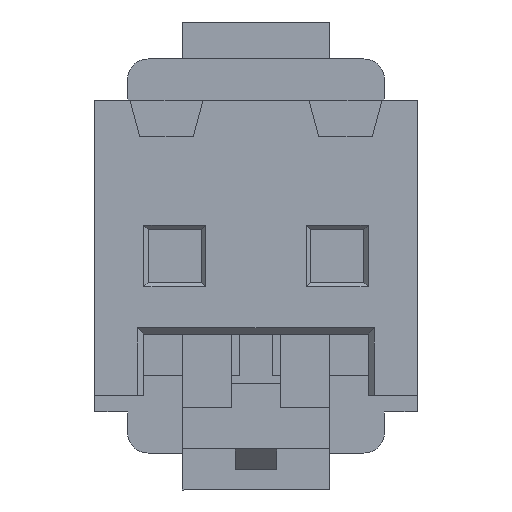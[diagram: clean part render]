
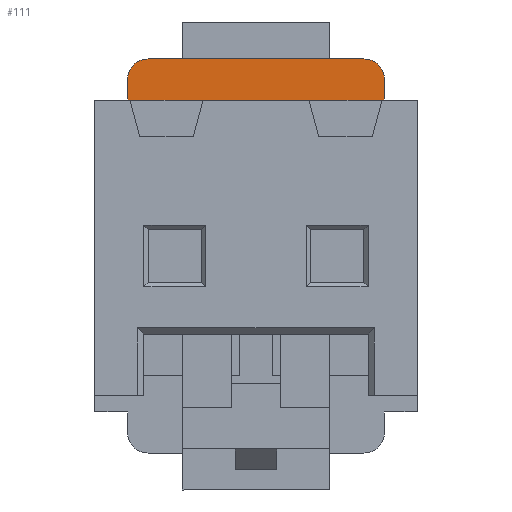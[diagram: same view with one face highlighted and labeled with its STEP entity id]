
A CAD part, front view. The second image highlights one B-rep face of the part: STEP entity #111.
In plain terms, the highlighted face is planar.
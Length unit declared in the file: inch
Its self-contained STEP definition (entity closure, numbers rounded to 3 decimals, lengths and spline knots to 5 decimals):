
#3 = EDGE_CURVE ( 'NONE', #1946, #250, #1673, .T. ) ;
#89 = CARTESIAN_POINT ( 'NONE',  ( -0.10354, 0.03937, -0.18898 ) ) ;
#111 = ADVANCED_FACE ( 'NONE', ( #2871 ), #827, .T. ) ;
#135 = DIRECTION ( 'NONE',  ( 0., 1., 0. ) ) ;
#163 = AXIS2_PLACEMENT_3D ( 'NONE', #2317, #1876, #2856 ) ;
#167 = AXIS2_PLACEMENT_3D ( 'NONE', #2230, #1779, #3031 ) ;
#183 = VERTEX_POINT ( 'NONE', #89 ) ;
#224 = VECTOR ( 'NONE', #913, 39.37008 ) ;
#250 = VERTEX_POINT ( 'NONE', #1945 ) ;
#365 = ORIENTED_EDGE ( 'NONE', *, *, #1460, .F. ) ;
#510 = DIRECTION ( 'NONE',  ( 0., 0., 1. ) ) ;
#533 = ORIENTED_EDGE ( 'NONE', *, *, #2437, .T. ) ;
#615 = CARTESIAN_POINT ( 'NONE',  ( -0.12323, 0.03937, -0.14961 ) ) ;
#827 = PLANE ( 'NONE',  #2033 ) ;
#842 = DIRECTION ( 'NONE',  ( 0., 0., 1. ) ) ;
#885 = ORIENTED_EDGE ( 'NONE', *, *, #1804, .F. ) ;
#888 = CARTESIAN_POINT ( 'NONE',  ( 0.12323, 0.03937, -0.18898 ) ) ;
#913 = DIRECTION ( 'NONE',  ( 1., 0., 0. ) ) ;
#1000 = VERTEX_POINT ( 'NONE', #1616 ) ;
#1083 = VERTEX_POINT ( 'NONE', #2436 ) ;
#1197 = EDGE_CURVE ( 'NONE', #250, #2424, #2645, .T. ) ;
#1288 = EDGE_CURVE ( 'NONE', #1000, #1946, #3236, .T. ) ;
#1332 = ORIENTED_EDGE ( 'NONE', *, *, #1197, .T. ) ;
#1460 = EDGE_CURVE ( 'NONE', #1083, #2424, #3218, .T. ) ;
#1517 = EDGE_LOOP ( 'NONE', ( #2047, #2084, #1332, #365, #533, #885 ) ) ;
#1616 = CARTESIAN_POINT ( 'NONE',  ( -0.12323, 0.03937, -0.16929 ) ) ;
#1673 = LINE ( 'NONE', #2685, #224 ) ;
#1779 = DIRECTION ( 'NONE',  ( 0., -1., 0. ) ) ;
#1804 = EDGE_CURVE ( 'NONE', #1000, #183, #1811, .T. ) ;
#1811 = CIRCLE ( 'NONE', #167, 0.01969 ) ;
#1876 = DIRECTION ( 'NONE',  ( 0., -1., 0. ) ) ;
#1921 = DIRECTION ( 'NONE',  ( -1., 0., 0. ) ) ;
#1945 = CARTESIAN_POINT ( 'NONE',  ( 0.12323, 0.03937, -0.14961 ) ) ;
#1946 = VERTEX_POINT ( 'NONE', #615 ) ;
#2033 = AXIS2_PLACEMENT_3D ( 'NONE', #3111, #135, #842 ) ;
#2047 = ORIENTED_EDGE ( 'NONE', *, *, #1288, .T. ) ;
#2084 = ORIENTED_EDGE ( 'NONE', *, *, #3, .T. ) ;
#2184 = VECTOR ( 'NONE', #510, 39.37008 ) ;
#2230 = CARTESIAN_POINT ( 'NONE',  ( -0.10354, 0.03937, -0.16929 ) ) ;
#2317 = CARTESIAN_POINT ( 'NONE',  ( 0.10354, 0.03937, -0.16929 ) ) ;
#2422 = CARTESIAN_POINT ( 'NONE',  ( 0.12323, 0.03937, -0.18898 ) ) ;
#2424 = VERTEX_POINT ( 'NONE', #3175 ) ;
#2436 = CARTESIAN_POINT ( 'NONE',  ( 0.10354, 0.03937, -0.18898 ) ) ;
#2437 = EDGE_CURVE ( 'NONE', #1083, #183, #3160, .T. ) ;
#2438 = VECTOR ( 'NONE', #2450, 39.37008 ) ;
#2450 = DIRECTION ( 'NONE',  ( 0., 0., -1. ) ) ;
#2550 = CARTESIAN_POINT ( 'NONE',  ( -0.12323, 0.03937, -0.18898 ) ) ;
#2645 = LINE ( 'NONE', #2422, #2438 ) ;
#2652 = VECTOR ( 'NONE', #1921, 39.37008 ) ;
#2685 = CARTESIAN_POINT ( 'NONE',  ( 0.12323, 0.03937, -0.14961 ) ) ;
#2856 = DIRECTION ( 'NONE',  ( 0., 0., -1. ) ) ;
#2871 = FACE_OUTER_BOUND ( 'NONE', #1517, .T. ) ;
#3031 = DIRECTION ( 'NONE',  ( 0., 0., -1. ) ) ;
#3111 = CARTESIAN_POINT ( 'NONE',  ( 0., 0.03937, -0.02756 ) ) ;
#3160 = LINE ( 'NONE', #888, #2652 ) ;
#3175 = CARTESIAN_POINT ( 'NONE',  ( 0.12323, 0.03937, -0.16929 ) ) ;
#3218 = CIRCLE ( 'NONE', #163, 0.01969 ) ;
#3236 = LINE ( 'NONE', #2550, #2184 ) ;
